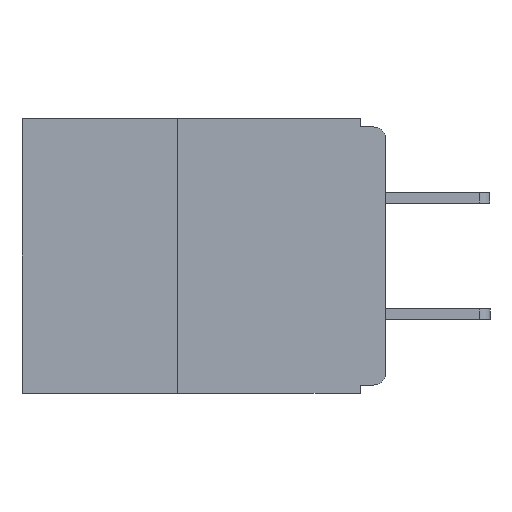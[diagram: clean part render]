
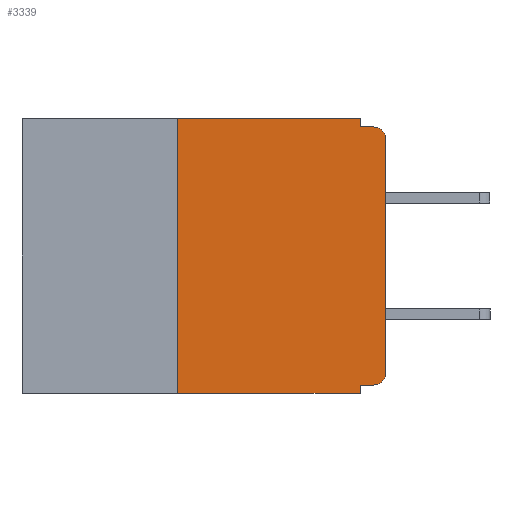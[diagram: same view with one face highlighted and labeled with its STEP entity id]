
A CAD part, left-side view. The second image highlights one B-rep face of the part: STEP entity #3339.
In plain terms, the highlighted planar face has unit normal (-1, 0, 0).
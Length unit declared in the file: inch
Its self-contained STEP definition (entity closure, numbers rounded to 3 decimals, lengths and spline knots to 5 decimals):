
#202 = DIRECTION ( 'NONE',  ( 1., 0., 0. ) ) ;
#589 = EDGE_CURVE ( 'NONE', #2673, #8335, #13452, .T. ) ;
#1217 = VERTEX_POINT ( 'NONE', #5954 ) ;
#1360 = ORIENTED_EDGE ( 'NONE', *, *, #17941, .F. ) ;
#1966 = EDGE_CURVE ( 'NONE', #6771, #5516, #15783, .T. ) ;
#2079 = CARTESIAN_POINT ( 'NONE',  ( 0., 0.031, 0. ) ) ;
#2153 = ORIENTED_EDGE ( 'NONE', *, *, #11740, .T. ) ;
#2286 = DIRECTION ( 'NONE',  ( 0., 0., -1. ) ) ;
#2564 = VECTOR ( 'NONE', #2705, 39.37008 ) ;
#2651 = DIRECTION ( 'NONE',  ( 0., 1., 0. ) ) ;
#2673 = VERTEX_POINT ( 'NONE', #14340 ) ;
#2705 = DIRECTION ( 'NONE',  ( 0., -1., 0. ) ) ;
#2880 = VECTOR ( 'NONE', #10163, 39.37008 ) ;
#2957 = CARTESIAN_POINT ( 'NONE',  ( 0., 0.031, -0.01 ) ) ;
#3339 = ADVANCED_FACE ( 'NONE', ( #20532 ), #3700, .F. ) ;
#3560 = EDGE_CURVE ( 'NONE', #7245, #5516, #16284, .T. ) ;
#3700 = PLANE ( 'NONE',  #11203 ) ;
#4252 = VECTOR ( 'NONE', #18985, 39.37008 ) ;
#4270 = VECTOR ( 'NONE', #14583, 39.37008 ) ;
#5072 = CARTESIAN_POINT ( 'NONE',  ( 0., 0.031, -0.33 ) ) ;
#5210 = CARTESIAN_POINT ( 'NONE',  ( 0., 0.015, -0.305 ) ) ;
#5359 = DIRECTION ( 'NONE',  ( 0., -1., 0. ) ) ;
#5479 = CARTESIAN_POINT ( 'NONE',  ( 0., 0.437, -0.33 ) ) ;
#5516 = VERTEX_POINT ( 'NONE', #19282 ) ;
#5802 = LINE ( 'NONE', #16592, #6330 ) ;
#5892 = CARTESIAN_POINT ( 'NONE',  ( 0., 0., -0.305 ) ) ;
#5954 = CARTESIAN_POINT ( 'NONE',  ( 0., 0.031, -0.33 ) ) ;
#6157 = AXIS2_PLACEMENT_3D ( 'NONE', #12385, #12189, #14314 ) ;
#6246 = VECTOR ( 'NONE', #15363, 39.37008 ) ;
#6252 = VERTEX_POINT ( 'NONE', #9635 ) ;
#6284 = CARTESIAN_POINT ( 'NONE',  ( 0., 0.25, 0. ) ) ;
#6288 = DIRECTION ( 'NONE',  ( 0., 0., 1. ) ) ;
#6330 = VECTOR ( 'NONE', #6288, 39.37008 ) ;
#6524 = ORIENTED_EDGE ( 'NONE', *, *, #14166, .T. ) ;
#6574 = EDGE_CURVE ( 'NONE', #2673, #1217, #13052, .T. ) ;
#6729 = CARTESIAN_POINT ( 'NONE',  ( 0., 0., -0.025 ) ) ;
#6771 = VERTEX_POINT ( 'NONE', #2957 ) ;
#6938 = DIRECTION ( 'NONE',  ( 0., 0., -1. ) ) ;
#6993 = CARTESIAN_POINT ( 'NONE',  ( 0., 0.437, 0. ) ) ;
#7209 = CARTESIAN_POINT ( 'NONE',  ( 0., 0.015, -0.32 ) ) ;
#7245 = VERTEX_POINT ( 'NONE', #6729 ) ;
#7251 = LINE ( 'NONE', #6993, #4252 ) ;
#7866 = ORIENTED_EDGE ( 'NONE', *, *, #1966, .F. ) ;
#8335 = VERTEX_POINT ( 'NONE', #6284 ) ;
#8427 = ORIENTED_EDGE ( 'NONE', *, *, #9741, .F. ) ;
#8513 = CARTESIAN_POINT ( 'NONE',  ( 0., 0.031, 0. ) ) ;
#9233 = VERTEX_POINT ( 'NONE', #2079 ) ;
#9487 = ORIENTED_EDGE ( 'NONE', *, *, #589, .F. ) ;
#9635 = CARTESIAN_POINT ( 'NONE',  ( 0., 0.031, -0.32 ) ) ;
#9741 = EDGE_CURVE ( 'NONE', #8335, #9233, #7251, .T. ) ;
#10163 = DIRECTION ( 'NONE',  ( 0., 0., -1. ) ) ;
#11203 = AXIS2_PLACEMENT_3D ( 'NONE', #21597, #202, #2286 ) ;
#11740 = EDGE_CURVE ( 'NONE', #13791, #7245, #5802, .T. ) ;
#12189 = DIRECTION ( 'NONE',  ( -1., 0., 0. ) ) ;
#12385 = CARTESIAN_POINT ( 'NONE',  ( 0., 0.015, -0.025 ) ) ;
#13040 = VERTEX_POINT ( 'NONE', #7209 ) ;
#13052 = LINE ( 'NONE', #5479, #21530 ) ;
#13452 = LINE ( 'NONE', #14956, #4270 ) ;
#13791 = VERTEX_POINT ( 'NONE', #5892 ) ;
#14166 = EDGE_CURVE ( 'NONE', #13040, #13791, #19424, .T. ) ;
#14314 = DIRECTION ( 'NONE',  ( 0., 0., -1. ) ) ;
#14340 = CARTESIAN_POINT ( 'NONE',  ( 0., 0.25, -0.33 ) ) ;
#14576 = ORIENTED_EDGE ( 'NONE', *, *, #18946, .F. ) ;
#14583 = DIRECTION ( 'NONE',  ( 0., 0., 1. ) ) ;
#14956 = CARTESIAN_POINT ( 'NONE',  ( 0., 0.25, -0.33 ) ) ;
#15363 = DIRECTION ( 'NONE',  ( 0., 0., -1. ) ) ;
#15675 = AXIS2_PLACEMENT_3D ( 'NONE', #5210, #17241, #6938 ) ;
#15694 = EDGE_LOOP ( 'NONE', ( #2153, #20937, #7866, #17009, #8427, #9487, #18592, #14576, #1360, #6524 ) ) ;
#15783 = LINE ( 'NONE', #16449, #2564 ) ;
#16284 = CIRCLE ( 'NONE', #6157, 0.015 ) ;
#16368 = LINE ( 'NONE', #19776, #20335 ) ;
#16449 = CARTESIAN_POINT ( 'NONE',  ( 0., 0., -0.01 ) ) ;
#16592 = CARTESIAN_POINT ( 'NONE',  ( 0., 0., 0. ) ) ;
#17009 = ORIENTED_EDGE ( 'NONE', *, *, #18168, .F. ) ;
#17241 = DIRECTION ( 'NONE',  ( -1., 0., 0. ) ) ;
#17941 = EDGE_CURVE ( 'NONE', #13040, #6252, #16368, .T. ) ;
#18168 = EDGE_CURVE ( 'NONE', #9233, #6771, #20593, .T. ) ;
#18592 = ORIENTED_EDGE ( 'NONE', *, *, #6574, .T. ) ;
#18946 = EDGE_CURVE ( 'NONE', #6252, #1217, #19909, .T. ) ;
#18985 = DIRECTION ( 'NONE',  ( 0., -1., 0. ) ) ;
#19282 = CARTESIAN_POINT ( 'NONE',  ( 0., 0.015, -0.01 ) ) ;
#19424 = CIRCLE ( 'NONE', #15675, 0.015 ) ;
#19776 = CARTESIAN_POINT ( 'NONE',  ( 0., 0., -0.32 ) ) ;
#19909 = LINE ( 'NONE', #5072, #6246 ) ;
#20335 = VECTOR ( 'NONE', #2651, 39.37008 ) ;
#20532 = FACE_OUTER_BOUND ( 'NONE', #15694, .T. ) ;
#20593 = LINE ( 'NONE', #8513, #2880 ) ;
#20937 = ORIENTED_EDGE ( 'NONE', *, *, #3560, .T. ) ;
#21530 = VECTOR ( 'NONE', #5359, 39.37008 ) ;
#21597 = CARTESIAN_POINT ( 'NONE',  ( 0., 0.437, 0. ) ) ;
